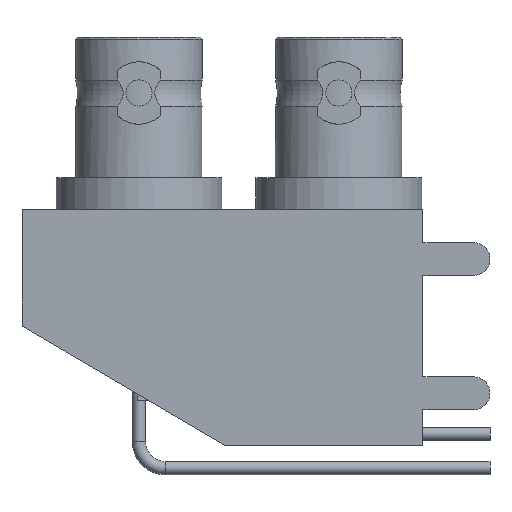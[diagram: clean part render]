
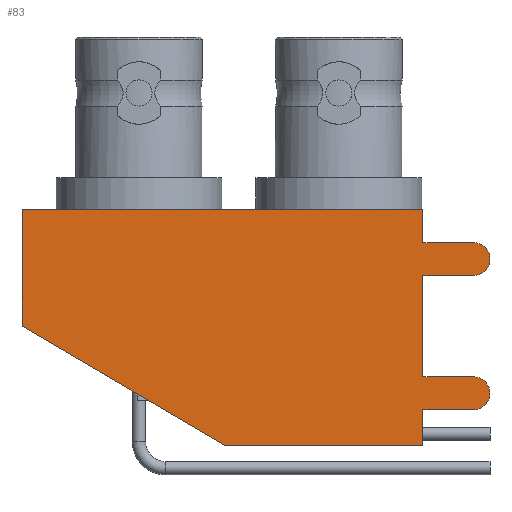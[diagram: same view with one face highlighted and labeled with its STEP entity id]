
A CAD part, left-side view. The second image highlights one B-rep face of the part: STEP entity #83.
In plain terms, the highlighted planar face has unit normal (-1, 0, 0).
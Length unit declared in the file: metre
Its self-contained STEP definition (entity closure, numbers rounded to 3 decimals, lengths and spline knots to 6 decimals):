
#83 = ADVANCED_FACE( '', ( #333 ), #334, .T. );
#333 = FACE_OUTER_BOUND( '', #1058, .T. );
#334 = PLANE( '', #1059 );
#1058 = EDGE_LOOP( '', ( #2487, #2488, #2489, #2490, #2491, #2492, #2493, #2494, #2495, #2496, #2497, #2498, #2499 ) );
#1059 = AXIS2_PLACEMENT_3D( '', #2500, #2501, #2502 );
#2487 = ORIENTED_EDGE( '', *, *, #4054, .T. );
#2488 = ORIENTED_EDGE( '', *, *, #4055, .T. );
#2489 = ORIENTED_EDGE( '', *, *, #4056, .F. );
#2490 = ORIENTED_EDGE( '', *, *, #4057, .F. );
#2491 = ORIENTED_EDGE( '', *, *, #4058, .T. );
#2492 = ORIENTED_EDGE( '', *, *, #4059, .F. );
#2493 = ORIENTED_EDGE( '', *, *, #4060, .F. );
#2494 = ORIENTED_EDGE( '', *, *, #4061, .F. );
#2495 = ORIENTED_EDGE( '', *, *, #4062, .T. );
#2496 = ORIENTED_EDGE( '', *, *, #4063, .F. );
#2497 = ORIENTED_EDGE( '', *, *, #4064, .F. );
#2498 = ORIENTED_EDGE( '', *, *, #3925, .F. );
#2499 = ORIENTED_EDGE( '', *, *, #4021, .T. );
#2500 = CARTESIAN_POINT( '', ( -0.0088, -0.01239, 0.00045 ) );
#2501 = DIRECTION( '', ( -1., 0., 0. ) );
#2502 = DIRECTION( '', ( 0., 0., 1. ) );
#3925 = EDGE_CURVE( '', #4663, #4664, #4665, .T. );
#4021 = EDGE_CURVE( '', #4663, #4851, #4853, .T. );
#4054 = EDGE_CURVE( '', #4851, #4908, #4909, .T. );
#4055 = EDGE_CURVE( '', #4908, #4910, #4911, .T. );
#4056 = EDGE_CURVE( '', #4912, #4910, #4913, .T. );
#4057 = EDGE_CURVE( '', #4914, #4912, #4915, .T. );
#4058 = EDGE_CURVE( '', #4914, #4916, #4917, .T. );
#4059 = EDGE_CURVE( '', #4918, #4916, #4919, .T. );
#4060 = EDGE_CURVE( '', #4920, #4918, #4921, .T. );
#4061 = EDGE_CURVE( '', #4922, #4920, #4923, .T. );
#4062 = EDGE_CURVE( '', #4922, #4924, #4925, .T. );
#4063 = EDGE_CURVE( '', #4926, #4924, #4927, .T. );
#4064 = EDGE_CURVE( '', #4664, #4926, #4928, .T. );
#4663 = VERTEX_POINT( '', #5742 );
#4664 = VERTEX_POINT( '', #5743 );
#4665 = LINE( '', #5744, #5745 );
#4851 = VERTEX_POINT( '', #6325 );
#4853 = LINE( '', #6328, #6329 );
#4908 = VERTEX_POINT( '', #6460 );
#4909 = LINE( '', #6461, #6462 );
#4910 = VERTEX_POINT( '', #6463 );
#4911 = LINE( '', #6464, #6465 );
#4912 = VERTEX_POINT( '', #6466 );
#4913 = LINE( '', #6467, #6468 );
#4914 = VERTEX_POINT( '', #6469 );
#4915 = LINE( '', #6470, #6471 );
#4916 = VERTEX_POINT( '', #6472 );
#4917 = CIRCLE( '', #6473, 0.00125 );
#4918 = VERTEX_POINT( '', #6474 );
#4919 = LINE( '', #6475, #6476 );
#4920 = VERTEX_POINT( '', #6477 );
#4921 = LINE( '', #6478, #6479 );
#4922 = VERTEX_POINT( '', #6480 );
#4923 = LINE( '', #6481, #6482 );
#4924 = VERTEX_POINT( '', #6483 );
#4925 = CIRCLE( '', #6484, 0.00125 );
#4926 = VERTEX_POINT( '', #6485 );
#4927 = LINE( '', #6486, #6487 );
#4928 = LINE( '', #6488, #6489 );
#5742 = CARTESIAN_POINT( '', ( -0.0088, 0.0241, 0. ) );
#5743 = CARTESIAN_POINT( '', ( -0.0088, -0.0064, 0. ) );
#5744 = CARTESIAN_POINT( '', ( -0.0088, 0.0241, 0. ) );
#5745 = VECTOR( '', #8533, 1. );
#6325 = CARTESIAN_POINT( '', ( -0.0088, 0.0241, -0.0089 ) );
#6328 = CARTESIAN_POINT( '', ( -0.0088, 0.0241, 0. ) );
#6329 = VECTOR( '', #8624, 1. );
#6460 = CARTESIAN_POINT( '', ( -0.0088, 0.0086, -0.018 ) );
#6461 = CARTESIAN_POINT( '', ( -0.0088, 0.0241, -0.0089 ) );
#6462 = VECTOR( '', #8679, 1. );
#6463 = CARTESIAN_POINT( '', ( -0.0088, -0.0064, -0.018 ) );
#6464 = CARTESIAN_POINT( '', ( -0.0088, 0.0086, -0.018 ) );
#6465 = VECTOR( '', #8680, 1. );
#6466 = CARTESIAN_POINT( '', ( -0.0088, -0.0064, -0.01525 ) );
#6467 = CARTESIAN_POINT( '', ( -0.0088, -0.0064, -0.01525 ) );
#6468 = VECTOR( '', #8681, 1. );
#6469 = CARTESIAN_POINT( '', ( -0.0088, -0.01025, -0.01525 ) );
#6470 = CARTESIAN_POINT( '', ( -0.0088, -0.01025, -0.01525 ) );
#6471 = VECTOR( '', #8682, 1. );
#6472 = CARTESIAN_POINT( '', ( -0.0088, -0.01025, -0.01275 ) );
#6473 = AXIS2_PLACEMENT_3D( '', #8683, #8684, #8685 );
#6474 = CARTESIAN_POINT( '', ( -0.0088, -0.0064, -0.01275 ) );
#6475 = CARTESIAN_POINT( '', ( -0.0088, -0.0064, -0.01275 ) );
#6476 = VECTOR( '', #8686, 1. );
#6477 = CARTESIAN_POINT( '', ( -0.0088, -0.0064, -0.00505 ) );
#6478 = CARTESIAN_POINT( '', ( -0.0088, -0.0064, -0.00505 ) );
#6479 = VECTOR( '', #8687, 1. );
#6480 = CARTESIAN_POINT( '', ( -0.0088, -0.01025, -0.00505 ) );
#6481 = CARTESIAN_POINT( '', ( -0.0088, -0.01025, -0.00505 ) );
#6482 = VECTOR( '', #8688, 1. );
#6483 = CARTESIAN_POINT( '', ( -0.0088, -0.01025, -0.00255 ) );
#6484 = AXIS2_PLACEMENT_3D( '', #8689, #8690, #8691 );
#6485 = CARTESIAN_POINT( '', ( -0.0088, -0.0064, -0.00255 ) );
#6486 = CARTESIAN_POINT( '', ( -0.0088, -0.0064, -0.00255 ) );
#6487 = VECTOR( '', #8692, 1. );
#6488 = CARTESIAN_POINT( '', ( -0.0088, -0.0064, 0. ) );
#6489 = VECTOR( '', #8693, 1. );
#8533 = DIRECTION( '', ( 0., -1., 0. ) );
#8624 = DIRECTION( '', ( 0., 0., -1. ) );
#8679 = DIRECTION( '', ( 0., -0.862, -0.506 ) );
#8680 = DIRECTION( '', ( 0., -1., 0. ) );
#8681 = DIRECTION( '', ( 0., 0., -1. ) );
#8682 = DIRECTION( '', ( 0., 1., 0. ) );
#8683 = CARTESIAN_POINT( '', ( -0.0088, -0.01025, -0.014 ) );
#8684 = DIRECTION( '', ( -1., 0., 0. ) );
#8685 = DIRECTION( '', ( 0., 0., -1. ) );
#8686 = DIRECTION( '', ( 0., -1., 0. ) );
#8687 = DIRECTION( '', ( 0., 0., -1. ) );
#8688 = DIRECTION( '', ( 0., 1., 0. ) );
#8689 = CARTESIAN_POINT( '', ( -0.0088, -0.01025, -0.0038 ) );
#8690 = DIRECTION( '', ( -1., 0., 0. ) );
#8691 = DIRECTION( '', ( 0., 0., -1. ) );
#8692 = DIRECTION( '', ( 0., -1., 0. ) );
#8693 = DIRECTION( '', ( 0., 0., -1. ) );
